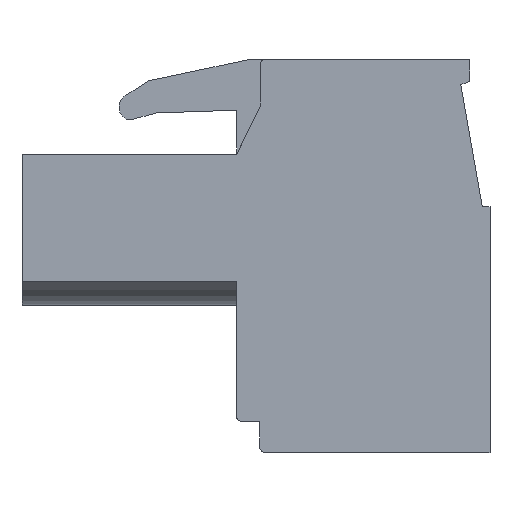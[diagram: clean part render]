
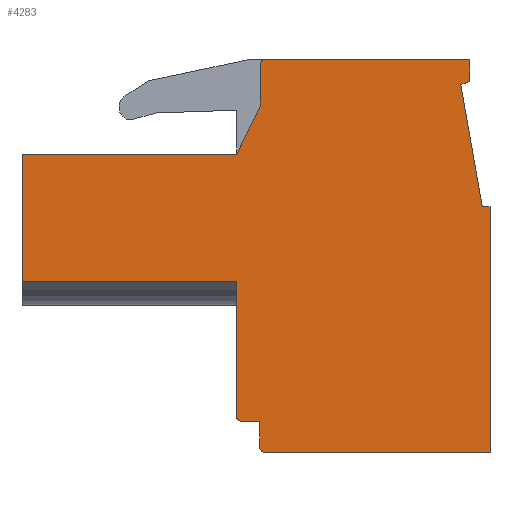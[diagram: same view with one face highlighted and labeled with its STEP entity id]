
A CAD part, left-side view. The second image highlights one B-rep face of the part: STEP entity #4283.
In plain terms, the highlighted planar face has unit normal (-1, 0, 0).
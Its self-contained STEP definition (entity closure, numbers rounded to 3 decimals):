
#16=DIRECTION('',(0.,0.,1.));
#17=VECTOR('',#16,5.22);
#18=CARTESIAN_POINT('',(0.,4.357,-7.25));
#19=LINE('',#18,#17);
#20=DIRECTION('',(0.,-1.,0.));
#21=VECTOR('',#20,8.3);
#22=CARTESIAN_POINT('',(0.,12.657,-2.03));
#23=LINE('',#22,#21);
#24=DIRECTION('',(0.,-1.,0.));
#25=VECTOR('',#24,8.3);
#26=CARTESIAN_POINT('',(0.,12.657,2.89));
#27=LINE('',#26,#25);
#28=DIRECTION('',(0.,-0.438,0.899));
#29=VECTOR('',#28,2.069);
#30=CARTESIAN_POINT('',(0.,4.357,2.89));
#31=LINE('',#30,#29);
#32=DIRECTION('',(0.,0.,1.));
#33=VECTOR('',#32,1.6);
#34=CARTESIAN_POINT('',(0.,3.45,4.75));
#35=LINE('',#34,#33);
#36=CARTESIAN_POINT('',(0.,3.25,6.35));
#37=DIRECTION('',(1.,0.,0.));
#38=DIRECTION('',(0.,1.,0.));
#39=AXIS2_PLACEMENT_3D('',#36,#37,#38);
#41=DIRECTION('',(0.,-1.,0.));
#42=VECTOR('',#41,7.9);
#43=CARTESIAN_POINT('',(0.,3.25,6.55));
#44=LINE('',#43,#42);
#45=DIRECTION('',(0.,0.,-1.));
#46=VECTOR('',#45,0.85);
#47=CARTESIAN_POINT('',(0.,-4.65,6.55));
#48=LINE('',#47,#46);
#49=DIRECTION('',(0.,0.937,-0.35));
#50=VECTOR('',#49,0.363);
#51=CARTESIAN_POINT('',(0.,-4.65,5.7));
#52=LINE('',#51,#50);
#53=DIRECTION('',(0.,-0.174,-0.985));
#54=VECTOR('',#53,4.796);
#55=CARTESIAN_POINT('',(0.,-4.31,5.573));
#56=LINE('',#55,#54);
#57=DIRECTION('',(0.,-1.,0.));
#58=VECTOR('',#57,0.3);
#59=CARTESIAN_POINT('',(0.,-5.143,0.85));
#60=LINE('',#59,#58);
#61=DIRECTION('',(0.,0.,-1.));
#62=VECTOR('',#61,9.5);
#63=CARTESIAN_POINT('',(0.,-5.443,0.85));
#64=LINE('',#63,#62);
#65=DIRECTION('',(0.,1.,0.));
#66=VECTOR('',#65,8.7);
#67=CARTESIAN_POINT('',(0.,-5.443,-8.65));
#68=LINE('',#67,#66);
#69=CARTESIAN_POINT('',(0.,3.257,-8.45));
#70=DIRECTION('',(1.,0.,0.));
#71=DIRECTION('',(0.,0.,-1.));
#72=AXIS2_PLACEMENT_3D('',#69,#70,#71);
#74=DIRECTION('',(0.,0.,1.));
#75=VECTOR('',#74,1.);
#76=CARTESIAN_POINT('',(0.,3.457,-8.45));
#77=LINE('',#76,#75);
#78=DIRECTION('',(0.,1.,0.));
#79=VECTOR('',#78,0.7);
#80=CARTESIAN_POINT('',(0.,3.457,-7.45));
#81=LINE('',#80,#79);
#82=CARTESIAN_POINT('',(0.,4.157,-7.25));
#83=DIRECTION('',(1.,0.,0.));
#84=DIRECTION('',(0.,0.,-1.));
#85=AXIS2_PLACEMENT_3D('',#82,#83,#84);
#2387=DIRECTION('',(0.,0.,-1.));
#2388=VECTOR('',#2387,4.92);
#2389=CARTESIAN_POINT('',(0.,12.657,2.89));
#2390=LINE('',#2389,#2388);
#3304=CARTESIAN_POINT('',(0.,-5.443,0.85));
#3305=CARTESIAN_POINT('',(0.,-5.443,-8.65));
#3306=VERTEX_POINT('',#3304);
#3307=VERTEX_POINT('',#3305);
#3308=CARTESIAN_POINT('',(0.,3.257,-8.65));
#3309=VERTEX_POINT('',#3308);
#3310=CARTESIAN_POINT('',(0.,3.457,-8.45));
#3311=VERTEX_POINT('',#3310);
#3312=CARTESIAN_POINT('',(0.,3.457,-7.45));
#3313=VERTEX_POINT('',#3312);
#3314=CARTESIAN_POINT('',(0.,4.157,-7.45));
#3315=VERTEX_POINT('',#3314);
#3316=CARTESIAN_POINT('',(0.,4.357,-7.25));
#3317=VERTEX_POINT('',#3316);
#3318=CARTESIAN_POINT('',(0.,12.657,2.89));
#3319=CARTESIAN_POINT('',(0.,4.357,2.89));
#3320=VERTEX_POINT('',#3318);
#3321=VERTEX_POINT('',#3319);
#3322=CARTESIAN_POINT('',(0.,3.45,4.75));
#3323=VERTEX_POINT('',#3322);
#3324=CARTESIAN_POINT('',(0.,3.45,6.35));
#3325=VERTEX_POINT('',#3324);
#3326=CARTESIAN_POINT('',(0.,3.25,6.55));
#3327=VERTEX_POINT('',#3326);
#3328=CARTESIAN_POINT('',(0.,-4.65,6.55));
#3329=VERTEX_POINT('',#3328);
#3330=CARTESIAN_POINT('',(0.,-4.65,5.7));
#3331=VERTEX_POINT('',#3330);
#3332=CARTESIAN_POINT('',(0.,-4.31,5.573));
#3333=VERTEX_POINT('',#3332);
#3334=CARTESIAN_POINT('',(0.,-5.143,0.85));
#3335=VERTEX_POINT('',#3334);
#3548=CARTESIAN_POINT('',(0.,12.657,-2.03));
#3550=VERTEX_POINT('',#3548);
#3626=CARTESIAN_POINT('',(0.,4.357,-2.03));
#3627=VERTEX_POINT('',#3626);
#4240=CARTESIAN_POINT('',(0.,0.,0.));
#4241=DIRECTION('',(1.,0.,0.));
#4242=DIRECTION('',(0.,0.,-1.));
#4243=AXIS2_PLACEMENT_3D('',#4240,#4241,#4242);
#4244=PLANE('',#4243);
#4246=ORIENTED_EDGE('',*,*,#4245,.T.);
#4248=ORIENTED_EDGE('',*,*,#4247,.F.);
#4250=ORIENTED_EDGE('',*,*,#4249,.F.);
#4252=ORIENTED_EDGE('',*,*,#4251,.T.);
#4254=ORIENTED_EDGE('',*,*,#4253,.T.);
#4256=ORIENTED_EDGE('',*,*,#4255,.T.);
#4258=ORIENTED_EDGE('',*,*,#4257,.T.);
#4260=ORIENTED_EDGE('',*,*,#4259,.T.);
#4262=ORIENTED_EDGE('',*,*,#4261,.T.);
#4264=ORIENTED_EDGE('',*,*,#4263,.T.);
#4266=ORIENTED_EDGE('',*,*,#4265,.T.);
#4268=ORIENTED_EDGE('',*,*,#4267,.T.);
#4270=ORIENTED_EDGE('',*,*,#4269,.T.);
#4272=ORIENTED_EDGE('',*,*,#4271,.T.);
#4274=ORIENTED_EDGE('',*,*,#4273,.T.);
#4276=ORIENTED_EDGE('',*,*,#4275,.T.);
#4278=ORIENTED_EDGE('',*,*,#4277,.T.);
#4280=ORIENTED_EDGE('',*,*,#4279,.T.);
#4281=EDGE_LOOP('',(#4246,#4248,#4250,#4252,#4254,#4256,#4258,#4260,#4262,#4264,
#4266,#4268,#4270,#4272,#4274,#4276,#4278,#4280));
#4282=FACE_OUTER_BOUND('',#4281,.F.);
#4283=ADVANCED_FACE('',(#4282),#4244,.F.);
#40=CIRCLE('',#39,0.2);
#73=CIRCLE('',#72,0.2);
#86=CIRCLE('',#85,0.2);
#4245=EDGE_CURVE('',#3317,#3627,#19,.T.);
#4247=EDGE_CURVE('',#3550,#3627,#23,.T.);
#4249=EDGE_CURVE('',#3320,#3550,#2390,.T.);
#4251=EDGE_CURVE('',#3320,#3321,#27,.T.);
#4253=EDGE_CURVE('',#3321,#3323,#31,.T.);
#4255=EDGE_CURVE('',#3323,#3325,#35,.T.);
#4257=EDGE_CURVE('',#3325,#3327,#40,.T.);
#4259=EDGE_CURVE('',#3327,#3329,#44,.T.);
#4261=EDGE_CURVE('',#3329,#3331,#48,.T.);
#4263=EDGE_CURVE('',#3331,#3333,#52,.T.);
#4265=EDGE_CURVE('',#3333,#3335,#56,.T.);
#4267=EDGE_CURVE('',#3335,#3306,#60,.T.);
#4269=EDGE_CURVE('',#3306,#3307,#64,.T.);
#4271=EDGE_CURVE('',#3307,#3309,#68,.T.);
#4273=EDGE_CURVE('',#3309,#3311,#73,.T.);
#4275=EDGE_CURVE('',#3311,#3313,#77,.T.);
#4277=EDGE_CURVE('',#3313,#3315,#81,.T.);
#4279=EDGE_CURVE('',#3315,#3317,#86,.T.);
